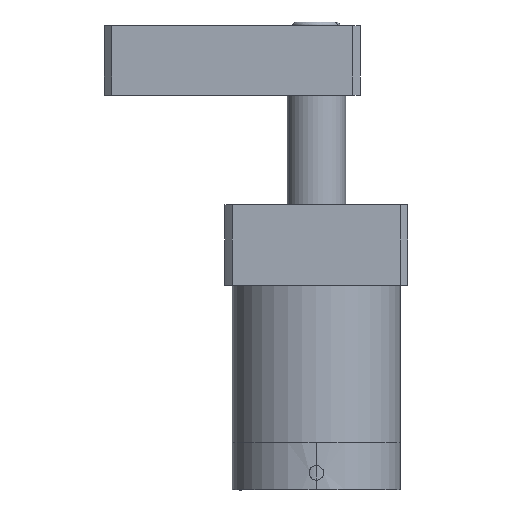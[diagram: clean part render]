
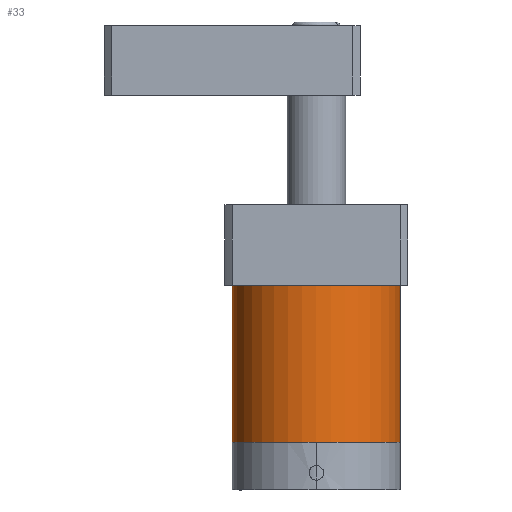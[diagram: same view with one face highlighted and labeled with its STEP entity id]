
A CAD part, left-side view. The second image highlights one B-rep face of the part: STEP entity #33.
In plain terms, the highlighted cylindrical face has radius 23 mm (diameter 46 mm), a partial arc.
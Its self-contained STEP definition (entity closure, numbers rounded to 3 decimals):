
#33 = ADVANCED_FACE ( 'NONE', ( #1616 ), #9174, .T. ) ;
#449 = DIRECTION ( 'NONE',  ( 0., 0., 1. ) ) ;
#513 = DIRECTION ( 'NONE',  ( 0., 0., 1. ) ) ;
#942 = DIRECTION ( 'NONE',  ( 0., 0., 1. ) ) ;
#995 = CARTESIAN_POINT ( 'NONE',  ( 2., 25., 22. ) ) ;
#1616 = FACE_OUTER_BOUND ( 'NONE', #9889, .T. ) ;
#1804 = VERTEX_POINT ( 'NONE', #18192 ) ;
#1877 = VERTEX_POINT ( 'NONE', #8018 ) ;
#1961 = CARTESIAN_POINT ( 'NONE',  ( 2., 25., 65. ) ) ;
#4710 = DIRECTION ( 'NONE',  ( 0., 0., -1. ) ) ;
#6059 = EDGE_CURVE ( 'NONE', #6903, #1877, #17252, .T. ) ;
#6456 = VECTOR ( 'NONE', #19055, 1000. ) ;
#6903 = VERTEX_POINT ( 'NONE', #1961 ) ;
#7116 = ORIENTED_EDGE ( 'NONE', *, *, #15944, .T. ) ;
#7204 = VECTOR ( 'NONE', #942, 1000. ) ;
#7369 = VERTEX_POINT ( 'NONE', #16704 ) ;
#7888 = AXIS2_PLACEMENT_3D ( 'NONE', #9540, #513, #11027 ) ;
#8018 = CARTESIAN_POINT ( 'NONE',  ( 48., 25., 65. ) ) ;
#8447 = AXIS2_PLACEMENT_3D ( 'NONE', #18698, #449, #8945 ) ;
#8945 = DIRECTION ( 'NONE',  ( 1., 0., 0. ) ) ;
#9174 = CYLINDRICAL_SURFACE ( 'NONE', #8447, 23. ) ;
#9423 = ORIENTED_EDGE ( 'NONE', *, *, #6059, .T. ) ;
#9540 = CARTESIAN_POINT ( 'NONE',  ( 25., 25., 22. ) ) ;
#9889 = EDGE_LOOP ( 'NONE', ( #12967, #7116, #9423, #15604 ) ) ;
#11027 = DIRECTION ( 'NONE',  ( 1., 0., 0. ) ) ;
#12967 = ORIENTED_EDGE ( 'NONE', *, *, #18863, .T. ) ;
#12978 = EDGE_CURVE ( 'NONE', #7369, #1877, #19165, .T. ) ;
#13701 = CARTESIAN_POINT ( 'NONE',  ( 25., 25., 65. ) ) ;
#14425 = CARTESIAN_POINT ( 'NONE',  ( 48., 25., 22. ) ) ;
#14799 = AXIS2_PLACEMENT_3D ( 'NONE', #13701, #4710, #15202 ) ;
#15202 = DIRECTION ( 'NONE',  ( 1., 0., 0. ) ) ;
#15604 = ORIENTED_EDGE ( 'NONE', *, *, #12978, .F. ) ;
#15944 = EDGE_CURVE ( 'NONE', #1804, #6903, #18419, .T. ) ;
#16704 = CARTESIAN_POINT ( 'NONE',  ( 48., 25., 22. ) ) ;
#17252 = CIRCLE ( 'NONE', #14799, 23. ) ;
#18192 = CARTESIAN_POINT ( 'NONE',  ( 2., 25., 22. ) ) ;
#18419 = LINE ( 'NONE', #995, #6456 ) ;
#18596 = CIRCLE ( 'NONE', #7888, 23. ) ;
#18698 = CARTESIAN_POINT ( 'NONE',  ( 25., 25., 22. ) ) ;
#18863 = EDGE_CURVE ( 'NONE', #7369, #1804, #18596, .T. ) ;
#19055 = DIRECTION ( 'NONE',  ( 0., 0., 1. ) ) ;
#19165 = LINE ( 'NONE', #14425, #7204 ) ;
